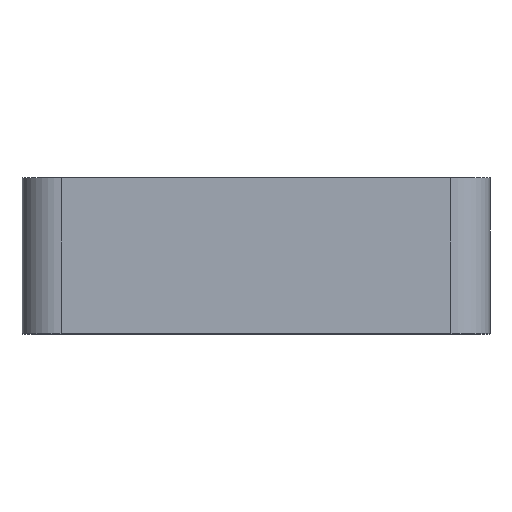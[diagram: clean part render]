
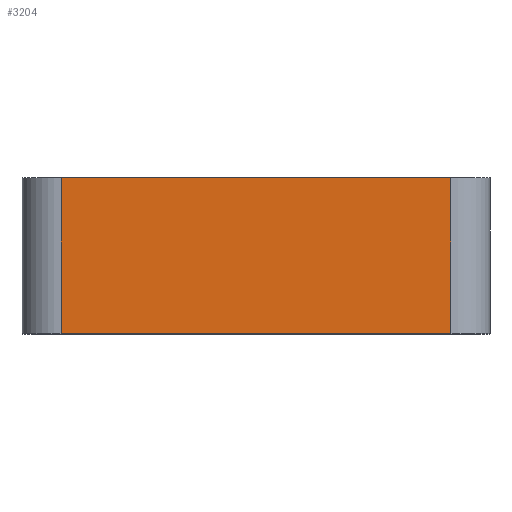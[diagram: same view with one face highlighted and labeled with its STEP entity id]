
A CAD part, top view. The second image highlights one B-rep face of the part: STEP entity #3204.
In plain terms, the highlighted planar face has unit normal (0, 0, 1).
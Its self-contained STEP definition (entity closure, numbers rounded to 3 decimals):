
#125 = VECTOR ( 'NONE', #2343, 1000. ) ;
#128 = CARTESIAN_POINT ( 'NONE',  ( -12.5, 10., 15. ) ) ;
#134 = LINE ( 'NONE', #2491, #1434 ) ;
#202 = DIRECTION ( 'NONE',  ( -1., 0., 0. ) ) ;
#284 = CARTESIAN_POINT ( 'NONE',  ( 12.5, 10., 15. ) ) ;
#291 = CARTESIAN_POINT ( 'NONE',  ( -15., 0., 15. ) ) ;
#551 = DIRECTION ( 'NONE',  ( 1., 0., 0. ) ) ;
#692 = CARTESIAN_POINT ( 'NONE',  ( -12.5, 10., 15. ) ) ;
#694 = EDGE_CURVE ( 'NONE', #2140, #2850, #134, .T. ) ;
#717 = ORIENTED_EDGE ( 'NONE', *, *, #2101, .T. ) ;
#751 = EDGE_LOOP ( 'NONE', ( #717, #2845, #981, #2756 ) ) ;
#876 = VECTOR ( 'NONE', #1673, 1000. ) ;
#976 = EDGE_CURVE ( 'NONE', #1010, #2850, #1331, .T. ) ;
#981 = ORIENTED_EDGE ( 'NONE', *, *, #694, .F. ) ;
#1010 = VERTEX_POINT ( 'NONE', #1868 ) ;
#1193 = VERTEX_POINT ( 'NONE', #2317 ) ;
#1331 = LINE ( 'NONE', #284, #125 ) ;
#1434 = VECTOR ( 'NONE', #3008, 1000. ) ;
#1490 = CARTESIAN_POINT ( 'NONE',  ( -15., 10., 15. ) ) ;
#1498 = LINE ( 'NONE', #128, #876 ) ;
#1673 = DIRECTION ( 'NONE',  ( 0., -1., 0. ) ) ;
#1707 = VECTOR ( 'NONE', #551, 1000. ) ;
#1745 = DIRECTION ( 'NONE',  ( 0., 0., -1. ) ) ;
#1868 = CARTESIAN_POINT ( 'NONE',  ( 12.5, 0., 15. ) ) ;
#2101 = EDGE_CURVE ( 'NONE', #1193, #1010, #2380, .T. ) ;
#2140 = VERTEX_POINT ( 'NONE', #692 ) ;
#2317 = CARTESIAN_POINT ( 'NONE',  ( -12.5, 0., 15. ) ) ;
#2343 = DIRECTION ( 'NONE',  ( 0., 1., 0. ) ) ;
#2369 = CARTESIAN_POINT ( 'NONE',  ( 12.5, 10., 15. ) ) ;
#2380 = LINE ( 'NONE', #291, #1707 ) ;
#2469 = FACE_OUTER_BOUND ( 'NONE', #751, .T. ) ;
#2491 = CARTESIAN_POINT ( 'NONE',  ( -15., 10., 15. ) ) ;
#2641 = AXIS2_PLACEMENT_3D ( 'NONE', #1490, #1745, #202 ) ;
#2756 = ORIENTED_EDGE ( 'NONE', *, *, #3038, .T. ) ;
#2845 = ORIENTED_EDGE ( 'NONE', *, *, #976, .T. ) ;
#2850 = VERTEX_POINT ( 'NONE', #2369 ) ;
#3008 = DIRECTION ( 'NONE',  ( 1., 0., 0. ) ) ;
#3023 = PLANE ( 'NONE',  #2641 ) ;
#3038 = EDGE_CURVE ( 'NONE', #2140, #1193, #1498, .T. ) ;
#3204 = ADVANCED_FACE ( 'NONE', ( #2469 ), #3023, .F. ) ;
